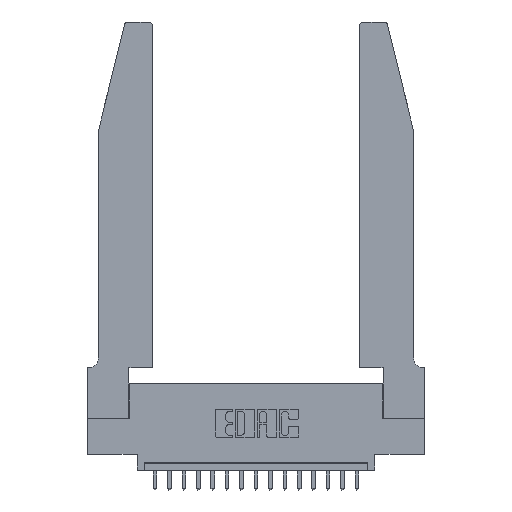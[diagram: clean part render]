
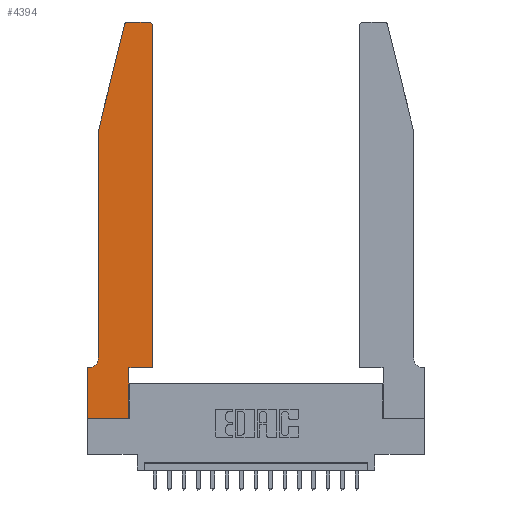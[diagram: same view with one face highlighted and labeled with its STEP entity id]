
A CAD part, top view. The second image highlights one B-rep face of the part: STEP entity #4394.
In plain terms, the highlighted planar face has unit normal (0, 0, 1).
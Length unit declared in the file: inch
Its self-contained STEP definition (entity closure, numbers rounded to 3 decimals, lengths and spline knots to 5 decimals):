
#164 = CARTESIAN_POINT ( 'NONE',  ( 0.0755, 2., 0.37 ) ) ;
#751 = DIRECTION ( 'NONE',  ( 1., 0., 0. ) ) ;
#798 = EDGE_CURVE ( 'NONE', #8879, #11479, #12636, .T. ) ;
#859 = CARTESIAN_POINT ( 'NONE',  ( 0.0755, 0.42, 0.37 ) ) ;
#1041 = EDGE_CURVE ( 'NONE', #11248, #9389, #11877, .T. ) ;
#1431 = CARTESIAN_POINT ( 'NONE',  ( 0.2865, 0.35, 0.37 ) ) ;
#1485 = EDGE_CURVE ( 'NONE', #6008, #5388, #1850, .T. ) ;
#1850 = LINE ( 'NONE', #4787, #11130 ) ;
#2121 = LINE ( 'NONE', #10437, #9263 ) ;
#2144 = LINE ( 'NONE', #9665, #6672 ) ;
#2151 = CARTESIAN_POINT ( 'NONE',  ( 0.2865, 0.35, 0.37 ) ) ;
#2560 = ORIENTED_EDGE ( 'NONE', *, *, #15984, .T. ) ;
#3113 = CARTESIAN_POINT ( 'NONE',  ( 0.2605, 2.75, 0.37 ) ) ;
#3791 = CARTESIAN_POINT ( 'NONE',  ( 0., 0.35, 0.37 ) ) ;
#4035 = VERTEX_POINT ( 'NONE', #17593 ) ;
#4205 = ORIENTED_EDGE ( 'NONE', *, *, #18378, .T. ) ;
#4394 = ADVANCED_FACE ( 'NONE', ( #18516 ), #9885, .T. ) ;
#4787 = CARTESIAN_POINT ( 'NONE',  ( 0.0755, 2., 0.37 ) ) ;
#5388 = VERTEX_POINT ( 'NONE', #164 ) ;
#5628 = EDGE_CURVE ( 'NONE', #11479, #15825, #18313, .T. ) ;
#5661 = VERTEX_POINT ( 'NONE', #14711 ) ;
#5874 = AXIS2_PLACEMENT_3D ( 'NONE', #6185, #16986, #6435 ) ;
#6008 = VERTEX_POINT ( 'NONE', #11913 ) ;
#6185 = CARTESIAN_POINT ( 'NONE',  ( 0.284, 2.72, 0.37 ) ) ;
#6435 = DIRECTION ( 'NONE',  ( 1., 0., 0. ) ) ;
#6541 = VECTOR ( 'NONE', #19834, 39.37008 ) ;
#6672 = VECTOR ( 'NONE', #11270, 39.37008 ) ;
#7090 = LINE ( 'NONE', #16969, #14552 ) ;
#7145 = ORIENTED_EDGE ( 'NONE', *, *, #798, .T. ) ;
#7276 = VERTEX_POINT ( 'NONE', #2151 ) ;
#8271 = EDGE_LOOP ( 'NONE', ( #13454, #2560, #14801, #10044, #7145, #15560, #19668, #12208, #12345, #4205, #17696, #14386 ) ) ;
#8707 = VECTOR ( 'NONE', #9357, 39.37008 ) ;
#8830 = DIRECTION ( 'NONE',  ( 1., 0., 0. ) ) ;
#8879 = VERTEX_POINT ( 'NONE', #859 ) ;
#9018 = EDGE_CURVE ( 'NONE', #5388, #8879, #2121, .T. ) ;
#9148 = CARTESIAN_POINT ( 'NONE',  ( 0.0755, 0.35, 0.37 ) ) ;
#9263 = VECTOR ( 'NONE', #12002, 39.37008 ) ;
#9357 = DIRECTION ( 'NONE',  ( -1., 0., 0. ) ) ;
#9389 = VERTEX_POINT ( 'NONE', #16440 ) ;
#9437 = LINE ( 'NONE', #3113, #8707 ) ;
#9665 = CARTESIAN_POINT ( 'NONE',  ( 0., 0., 0.37 ) ) ;
#9869 = EDGE_CURVE ( 'NONE', #4035, #7276, #14773, .T. ) ;
#9885 = PLANE ( 'NONE',  #13965 ) ;
#9916 = VECTOR ( 'NONE', #13044, 39.37008 ) ;
#10044 = ORIENTED_EDGE ( 'NONE', *, *, #9018, .T. ) ;
#10055 = LINE ( 'NONE', #19718, #16804 ) ;
#10424 = VECTOR ( 'NONE', #19574, 39.37008 ) ;
#10437 = CARTESIAN_POINT ( 'NONE',  ( 0.0755, 2., 0.37 ) ) ;
#10504 = DIRECTION ( 'NONE',  ( 0., -1., 0. ) ) ;
#11101 = DIRECTION ( 'NONE',  ( -0.239, -0.971, 0. ) ) ;
#11130 = VECTOR ( 'NONE', #11101, 39.37008 ) ;
#11248 = VERTEX_POINT ( 'NONE', #18788 ) ;
#11270 = DIRECTION ( 'NONE',  ( 1., 0., 0. ) ) ;
#11279 = AXIS2_PLACEMENT_3D ( 'NONE', #18868, #12630, #12696 ) ;
#11479 = VERTEX_POINT ( 'NONE', #11774 ) ;
#11526 = CARTESIAN_POINT ( 'NONE',  ( 0.4505, 0.35, 0.37 ) ) ;
#11774 = CARTESIAN_POINT ( 'NONE',  ( 0.0055, 0.35, 0.37 ) ) ;
#11785 = EDGE_CURVE ( 'NONE', #18700, #11248, #7090, .T. ) ;
#11822 = AXIS2_PLACEMENT_3D ( 'NONE', #15010, #11988, #8830 ) ;
#11877 = CIRCLE ( 'NONE', #11822, 0.03 ) ;
#11913 = CARTESIAN_POINT ( 'NONE',  ( 0.25487, 2.72718, 0.37 ) ) ;
#11988 = DIRECTION ( 'NONE',  ( 0., 0., 1. ) ) ;
#12002 = DIRECTION ( 'NONE',  ( 0., -1., 0. ) ) ;
#12208 = ORIENTED_EDGE ( 'NONE', *, *, #17795, .T. ) ;
#12345 = ORIENTED_EDGE ( 'NONE', *, *, #9869, .T. ) ;
#12630 = DIRECTION ( 'NONE',  ( 0., 0., -1. ) ) ;
#12636 = CIRCLE ( 'NONE', #11279, 0.07 ) ;
#12650 = CARTESIAN_POINT ( 'NONE',  ( 0., 0., 0.37 ) ) ;
#12696 = DIRECTION ( 'NONE',  ( -1., 0., 0. ) ) ;
#13044 = DIRECTION ( 'NONE',  ( 1., 0., 0. ) ) ;
#13454 = ORIENTED_EDGE ( 'NONE', *, *, #13562, .T. ) ;
#13562 = EDGE_CURVE ( 'NONE', #9389, #5661, #9437, .T. ) ;
#13690 = CARTESIAN_POINT ( 'NONE',  ( 0.4505, 0.35, 0.37 ) ) ;
#13965 = AXIS2_PLACEMENT_3D ( 'NONE', #3791, #16027, #751 ) ;
#14386 = ORIENTED_EDGE ( 'NONE', *, *, #1041, .T. ) ;
#14552 = VECTOR ( 'NONE', #17096, 39.37008 ) ;
#14711 = CARTESIAN_POINT ( 'NONE',  ( 0.284, 2.75, 0.37 ) ) ;
#14773 = LINE ( 'NONE', #1431, #10424 ) ;
#14801 = ORIENTED_EDGE ( 'NONE', *, *, #1485, .T. ) ;
#15010 = CARTESIAN_POINT ( 'NONE',  ( 0.4205, 2.72, 0.37 ) ) ;
#15560 = ORIENTED_EDGE ( 'NONE', *, *, #5628, .T. ) ;
#15825 = VERTEX_POINT ( 'NONE', #19460 ) ;
#15937 = EDGE_CURVE ( 'NONE', #15825, #17604, #10055, .T. ) ;
#15984 = EDGE_CURVE ( 'NONE', #5661, #6008, #18965, .T. ) ;
#16027 = DIRECTION ( 'NONE',  ( 0., 0., 1. ) ) ;
#16440 = CARTESIAN_POINT ( 'NONE',  ( 0.4205, 2.75, 0.37 ) ) ;
#16804 = VECTOR ( 'NONE', #10504, 39.37008 ) ;
#16900 = LINE ( 'NONE', #11526, #9916 ) ;
#16969 = CARTESIAN_POINT ( 'NONE',  ( 0.4505, 0.35, 0.37 ) ) ;
#16986 = DIRECTION ( 'NONE',  ( 0., 0., 1. ) ) ;
#17096 = DIRECTION ( 'NONE',  ( 0., 1., 0. ) ) ;
#17593 = CARTESIAN_POINT ( 'NONE',  ( 0.2865, 0., 0.37 ) ) ;
#17604 = VERTEX_POINT ( 'NONE', #12650 ) ;
#17696 = ORIENTED_EDGE ( 'NONE', *, *, #11785, .T. ) ;
#17795 = EDGE_CURVE ( 'NONE', #17604, #4035, #2144, .T. ) ;
#18313 = LINE ( 'NONE', #9148, #6541 ) ;
#18378 = EDGE_CURVE ( 'NONE', #7276, #18700, #16900, .T. ) ;
#18516 = FACE_OUTER_BOUND ( 'NONE', #8271, .T. ) ;
#18700 = VERTEX_POINT ( 'NONE', #13690 ) ;
#18788 = CARTESIAN_POINT ( 'NONE',  ( 0.4505, 2.72, 0.37 ) ) ;
#18868 = CARTESIAN_POINT ( 'NONE',  ( 0.0055, 0.42, 0.37 ) ) ;
#18965 = CIRCLE ( 'NONE', #5874, 0.03 ) ;
#19460 = CARTESIAN_POINT ( 'NONE',  ( 0., 0.35, 0.37 ) ) ;
#19574 = DIRECTION ( 'NONE',  ( 0., 1., 0. ) ) ;
#19668 = ORIENTED_EDGE ( 'NONE', *, *, #15937, .T. ) ;
#19718 = CARTESIAN_POINT ( 'NONE',  ( 0., 0., 0.37 ) ) ;
#19834 = DIRECTION ( 'NONE',  ( -1., 0., 0. ) ) ;
